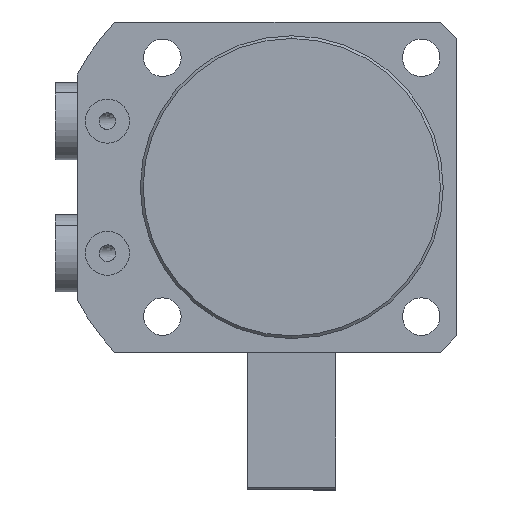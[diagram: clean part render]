
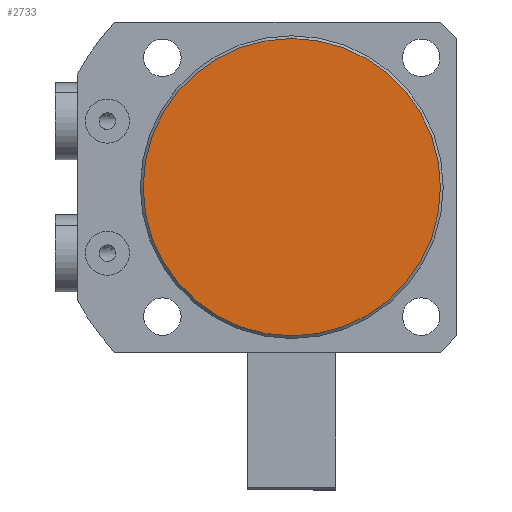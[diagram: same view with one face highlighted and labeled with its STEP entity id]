
A CAD part, front view. The second image highlights one B-rep face of the part: STEP entity #2733.
In plain terms, the highlighted planar face has unit normal (0, -1, 0).
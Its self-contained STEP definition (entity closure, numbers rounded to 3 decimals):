
#803 = CIRCLE ( 'NONE', #5277, 27. ) ;
#1184 = VERTEX_POINT ( 'NONE', #5991 ) ;
#1730 = EDGE_CURVE ( 'NONE', #1184, #6870, #803, .T. ) ;
#1829 = DIRECTION ( 'NONE',  ( 0., 1., 0. ) ) ;
#2048 = CIRCLE ( 'NONE', #7078, 27. ) ;
#2168 = DIRECTION ( 'NONE',  ( 0., 1., 0. ) ) ;
#2733 = ADVANCED_FACE ( 'NONE', ( #2801 ), #6827, .T. ) ;
#2801 = FACE_OUTER_BOUND ( 'NONE', #3265, .T. ) ;
#3265 = EDGE_LOOP ( 'NONE', ( #8222, #5164 ) ) ;
#3419 = CARTESIAN_POINT ( 'NONE',  ( 22., 0., 0. ) ) ;
#3697 = AXIS2_PLACEMENT_3D ( 'NONE', #3419, #8200, #4129 ) ;
#4129 = DIRECTION ( 'NONE',  ( 0., 0., -1. ) ) ;
#4233 = CARTESIAN_POINT ( 'NONE',  ( 0., 0., 0. ) ) ;
#4474 = CARTESIAN_POINT ( 'NONE',  ( 0., 0., 27. ) ) ;
#5164 = ORIENTED_EDGE ( 'NONE', *, *, #1730, .F. ) ;
#5277 = AXIS2_PLACEMENT_3D ( 'NONE', #4233, #2168, #6256 ) ;
#5922 = CARTESIAN_POINT ( 'NONE',  ( 0., 0., 0. ) ) ;
#5991 = CARTESIAN_POINT ( 'NONE',  ( 0., 0., -27. ) ) ;
#6256 = DIRECTION ( 'NONE',  ( 0., 0., 1. ) ) ;
#6614 = DIRECTION ( 'NONE',  ( 0., 0., 1. ) ) ;
#6827 = PLANE ( 'NONE',  #3697 ) ;
#6870 = VERTEX_POINT ( 'NONE', #4474 ) ;
#7078 = AXIS2_PLACEMENT_3D ( 'NONE', #5922, #1829, #6614 ) ;
#7968 = EDGE_CURVE ( 'NONE', #6870, #1184, #2048, .T. ) ;
#8200 = DIRECTION ( 'NONE',  ( 0., -1., 0. ) ) ;
#8222 = ORIENTED_EDGE ( 'NONE', *, *, #7968, .F. ) ;
